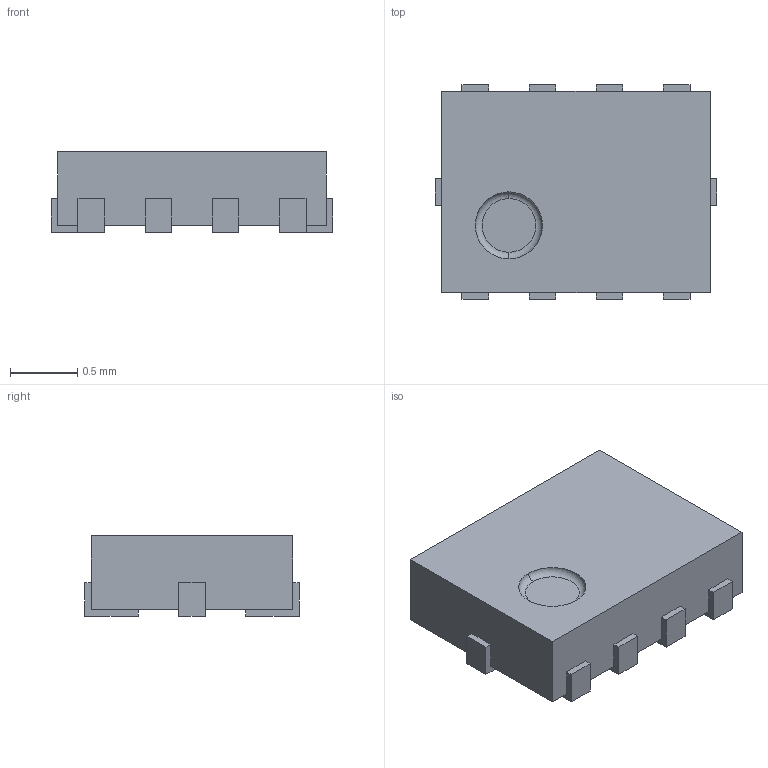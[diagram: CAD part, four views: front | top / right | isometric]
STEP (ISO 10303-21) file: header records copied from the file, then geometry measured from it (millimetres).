
FILE_DESCRIPTION (( 'STEP AP214' ), '1' );
FILE_NAME ( 'PCB - LEADLESS - QFN - TI UQFN-10 RSE.STEP', '2019-12-15T20:52:48', ( '' ), ( '' ), '', '©2017 PCB Libraries, Inc.', '' );
FILE_SCHEMA (( 'AUTOMOTIVE_DESIGN' ));
Length unit declared in the file: millimetre
Products named in the file (1): PCB - LEADLESS - QFN - TI UQFN-10 RSE
Bounding box: 2.1 x 1.6 x 0.6 mm (x, y, z)
Volume: 1.7 mm3; surface area: 13.1 mm2
Topology: 11 solids, 11 shells, 89 faces, 198 edges, 132 vertices
Faces by surface type: plane 87, torus 2
Entity records: 2811 total; most frequent: CARTESIAN_POINT 420, ORIENTED_EDGE 396, DIRECTION 384, EDGE_CURVE 198, VECTOR 192, LINE 192, VERTEX_POINT 132, STYLED_ITEM 101
